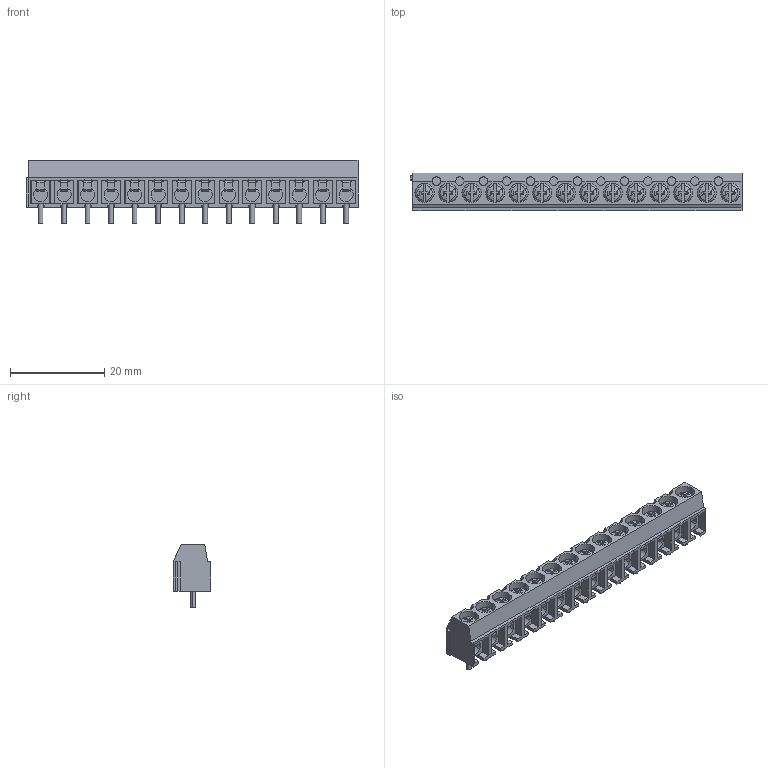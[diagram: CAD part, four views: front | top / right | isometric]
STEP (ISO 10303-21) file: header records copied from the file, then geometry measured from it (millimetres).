
FILE_DESCRIPTION(('CATIA V5 STEP Exchange','CAx-IF Rec.Pracs.--- Model Styling and Organization---1.4--- 2014-01-23'),'2;1');
FILE_NAME ('D1530034_0_2504930000_2504930000.stp','2022-05-05T13:14:53+00:00',('none'),('Weidmueller'),'CATIA Version 5-6 Release 2016 SP3 HF44','CATIA V5 STEP AP214','none');
FILE_SCHEMA(('AUTOMOTIVE_DESIGN { 1 0 10303 214 1 1 1 1 }'));
Length unit declared in the file: millimetre
Products named in the file (1): 2504930000
Bounding box: 70.6 x 8 x 13.5 mm (x, y, z)
Volume: 3092.4 mm3; surface area: 7837.4 mm2
Topology: 29 solids, 29 shells, 972 faces, 2782 edges, 1883 vertices
Faces by surface type: plane 589, cylinder 216, cone 83, revolution 56, torus 28
Entity records: 30513 total; most frequent: CARTESIAN_POINT 7860, ORIENTED_EDGE 5564, DIRECTION 3176, EDGE_CURVE 2782, VERTEX_POINT 1883, VECTOR 1678, LINE 1678, AXIS2_PLACEMENT_3D 1065
